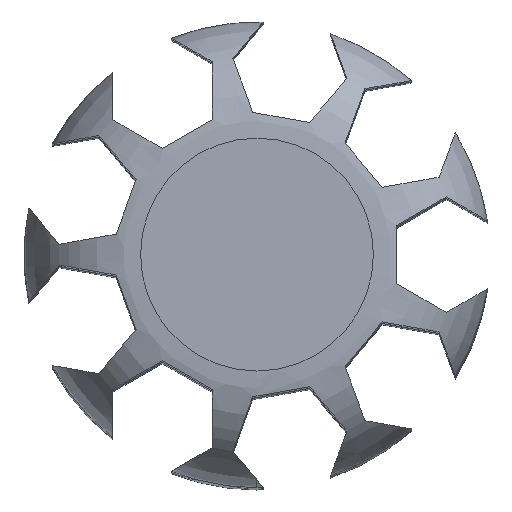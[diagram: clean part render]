
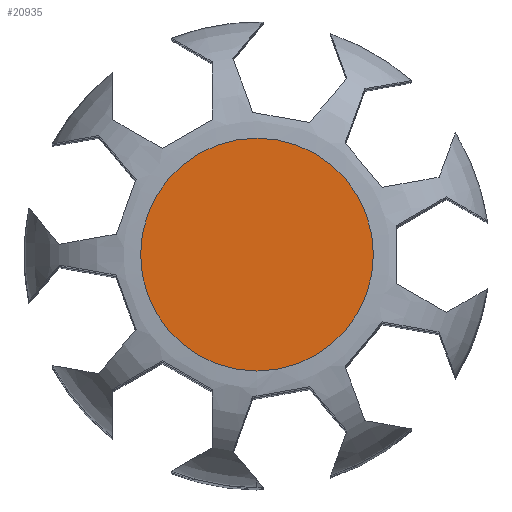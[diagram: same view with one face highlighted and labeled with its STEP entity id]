
A CAD part, top view. The second image highlights one B-rep face of the part: STEP entity #20935.
In plain terms, the highlighted planar face has unit normal (0, 0, 1).
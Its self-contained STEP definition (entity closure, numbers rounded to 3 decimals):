
#6104 = SURFACE_OF_REVOLUTION('',#6105,#6110);
#6105 = CIRCLE('',#6106,5.);
#6106 = AXIS2_PLACEMENT_3D('',#6107,#6108,#6109);
#6107 = CARTESIAN_POINT('',(0.,-5.,92.9));
#6108 = DIRECTION('',(1.,0.,0.));
#6109 = DIRECTION('',(0.,1.,0.));
#6110 = AXIS1_PLACEMENT('',#6111,#6112);
#6111 = CARTESIAN_POINT('',(0.,0.,0.));
#6112 = DIRECTION('',(0.,0.,1.));
#13194 = EDGE_CURVE('',#13195,#13195,#13197,.T.);
#13195 = VERTEX_POINT('',#13196);
#13196 = CARTESIAN_POINT('',(0.,-5.,97.9));
#13197 = SURFACE_CURVE('',#13198,(#13203,#13210),.PCURVE_S1.);
#13198 = CIRCLE('',#13199,5.);
#13199 = AXIS2_PLACEMENT_3D('',#13200,#13201,#13202);
#13200 = CARTESIAN_POINT('',(0.,0.,97.9));
#13201 = DIRECTION('',(0.,0.,1.));
#13202 = DIRECTION('',(0.,-1.,0.));
#13203 = PCURVE('',#6104,#13204);
#13204 = DEFINITIONAL_REPRESENTATION('',(#13205),#13209);
#13205 = LINE('',#13206,#13207);
#13206 = CARTESIAN_POINT('',(0.,1.571));
#13207 = VECTOR('',#13208,1.);
#13208 = DIRECTION('',(1.,0.));
#13209 = ( GEOMETRIC_REPRESENTATION_CONTEXT(2) 
PARAMETRIC_REPRESENTATION_CONTEXT() REPRESENTATION_CONTEXT('2D SPACE',''
  ) );
#13210 = PCURVE('',#13211,#13216);
#13211 = PLANE('',#13212);
#13212 = AXIS2_PLACEMENT_3D('',#13213,#13214,#13215);
#13213 = CARTESIAN_POINT('',(0.,0.,97.9));
#13214 = DIRECTION('',(0.,0.,-1.));
#13215 = DIRECTION('',(0.,1.,0.));
#13216 = DEFINITIONAL_REPRESENTATION('',(#13217),#13225);
#13217 = ( BOUNDED_CURVE() B_SPLINE_CURVE(2,(#13218,#13219,#13220,#13221
    ,#13222,#13223,#13224),.UNSPECIFIED.,.T.,.F.) 
B_SPLINE_CURVE_WITH_KNOTS((1,2,2,2,2,1),(-2.094,0.,
    2.094,4.189,6.283,8.378),
.UNSPECIFIED.) CURVE() GEOMETRIC_REPRESENTATION_ITEM() 
RATIONAL_B_SPLINE_CURVE((1.,0.5,1.,0.5,1.,0.5,1.)) REPRESENTATION_ITEM(
  '') );
#13218 = CARTESIAN_POINT('',(-5.,0.));
#13219 = CARTESIAN_POINT('',(-5.,8.66));
#13220 = CARTESIAN_POINT('',(2.5,4.33));
#13221 = CARTESIAN_POINT('',(10.,0.));
#13222 = CARTESIAN_POINT('',(2.5,-4.33));
#13223 = CARTESIAN_POINT('',(-5.,-8.66));
#13224 = CARTESIAN_POINT('',(-5.,0.));
#13225 = ( GEOMETRIC_REPRESENTATION_CONTEXT(2) 
PARAMETRIC_REPRESENTATION_CONTEXT() REPRESENTATION_CONTEXT('2D SPACE',''
  ) );
#20935 = ADVANCED_FACE('',(#20936),#13211,.F.);
#20936 = FACE_BOUND('',#20937,.T.);
#20937 = EDGE_LOOP('',(#20938));
#20938 = ORIENTED_EDGE('',*,*,#13194,.T.);
